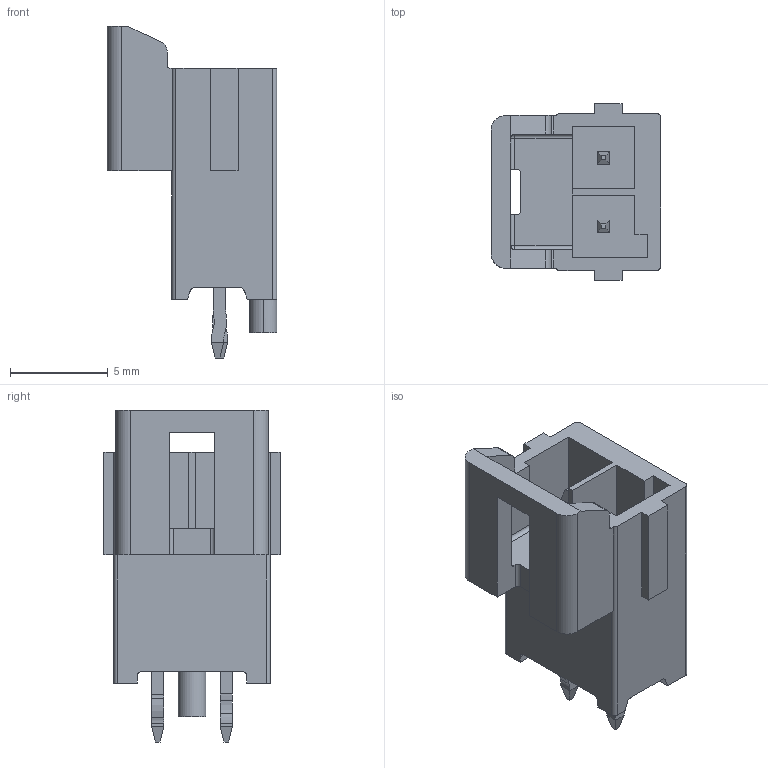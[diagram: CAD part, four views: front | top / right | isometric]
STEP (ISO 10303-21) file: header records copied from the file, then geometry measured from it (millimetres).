
FILE_DESCRIPTION(('FreeCAD Model'),'2;1');
FILE_NAME('Ultrafit-2.step','2017-12-01T23:42:55',( 'kicad StepUp'),('ksu MCAD'),'Open CASCADE STEP processor 6.8', 'FreeCAD','Unknown');
FILE_SCHEMA(('AUTOMOTIVE_DESIGN_CC2 { 1 2 10303 214 -1 1 5 4 }'));
Length unit declared in the file: millimetre
Products named in the file (1): Ultrafit-2
Bounding box: 8.67 x 9 x 16.95 mm (x, y, z)
Volume: 394.9 mm3; surface area: 838.4 mm2
Topology: 1 solids, 1 shells, 161 faces, 440 edges, 284 vertices
Faces by surface type: plane 109, cylinder 50, sphere 2
Entity records: 5107 total; most frequent: CARTESIAN_POINT 944, ORIENTED_EDGE 880, DIRECTION 848, EDGE_CURVE 440, LINE 336, VECTOR 336, VERTEX_POINT 284, AXIS2_PLACEMENT_3D 256
